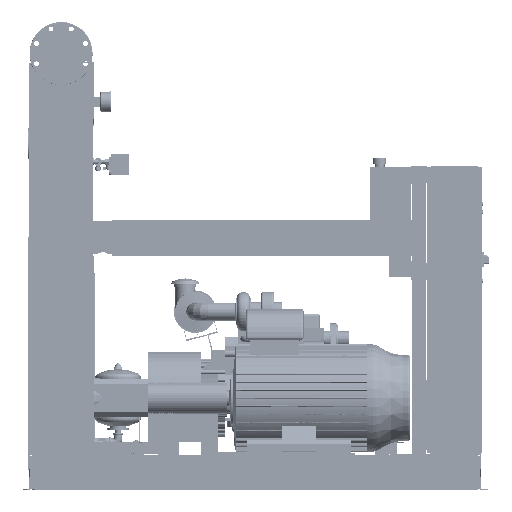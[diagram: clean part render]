
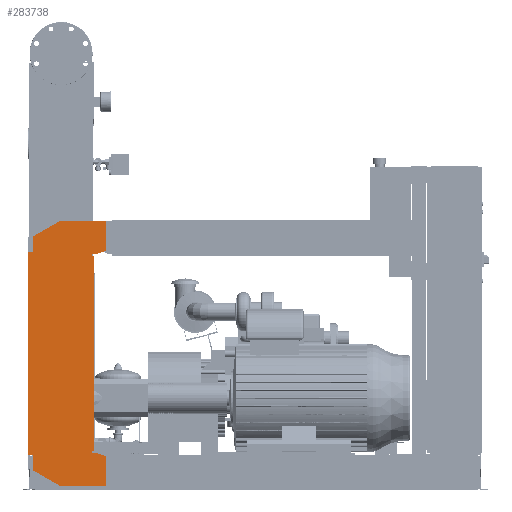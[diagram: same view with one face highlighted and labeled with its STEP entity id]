
A CAD part, front view. The second image highlights one B-rep face of the part: STEP entity #283738.
In plain terms, the highlighted free-form (B-spline) face has degree [1, 1] with [2, 2] control points.
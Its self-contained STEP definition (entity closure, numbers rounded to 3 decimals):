
#283223=CARTESIAN_POINT('',(-129.0,-741.5,1076.0));
#283224=VERTEX_POINT('',#283223);
#283231=CARTESIAN_POINT('',(-129.,-741.5,1142.986));
#283232=VERTEX_POINT('',#283231);
#283233=CARTESIAN_POINT('',(-129.0,-741.5,1076.0));
#283234=DIRECTION('',(0.0,0.0,1.0));
#283235=VECTOR('',#283234,66.986);
#283236=LINE('',#283233,#283235);
#283237=EDGE_CURVE('',#283224,#283232,#283236,.T.);
#283255=CARTESIAN_POINT('',(-6.0,-741.5,1214.0));
#283256=VERTEX_POINT('',#283255);
#283257=CARTESIAN_POINT('',(-129.,-741.5,1142.986));
#283258=DIRECTION('',(0.866,0.0,0.5));
#283259=VECTOR('',#283258,142.028);
#283260=LINE('',#283257,#283259);
#283261=EDGE_CURVE('',#283232,#283256,#283260,.T.);
#283279=CARTESIAN_POINT('',(204.,-741.5,1214.0));
#283280=VERTEX_POINT('',#283279);
#283281=CARTESIAN_POINT('',(-6.0,-741.5,1214.0));
#283282=DIRECTION('',(1.0,0.0,0.0));
#283283=VECTOR('',#283282,210.);
#283284=LINE('',#283281,#283283);
#283285=EDGE_CURVE('',#283256,#283280,#283284,.T.);
#283303=CARTESIAN_POINT('',(204.0,-741.5,1080.379));
#283304=VERTEX_POINT('',#283303);
#283305=CARTESIAN_POINT('',(204.,-741.5,1214.0));
#283306=DIRECTION('',(0.0,0.0,-1.0));
#283307=VECTOR('',#283306,133.621);
#283308=LINE('',#283305,#283307);
#283309=EDGE_CURVE('',#283280,#283304,#283308,.T.);
#283327=CARTESIAN_POINT('',(159.0,-741.5,1064.0));
#283328=VERTEX_POINT('',#283327);
#283329=CARTESIAN_POINT('',(204.0,-741.5,1080.379));
#283330=DIRECTION('',(-0.94,0.0,-0.342));
#283331=VECTOR('',#283330,47.888);
#283332=LINE('',#283329,#283331);
#283333=EDGE_CURVE('',#283304,#283328,#283332,.T.);
#283351=CARTESIAN_POINT('',(139.0,-741.5,1064.0));
#283352=VERTEX_POINT('',#283351);
#283353=CARTESIAN_POINT('',(159.0,-741.5,1064.0));
#283354=DIRECTION('',(-1.0,0.0,0.0));
#283355=VECTOR('',#283354,20.0);
#283356=LINE('',#283353,#283355);
#283357=EDGE_CURVE('',#283328,#283352,#283356,.T.);
#283375=CARTESIAN_POINT('',(139.0,-741.5,1056.0));
#283376=VERTEX_POINT('',#283375);
#283377=CARTESIAN_POINT('',(139.0,-741.5,1064.0));
#283378=DIRECTION('',(0.0,0.0,-1.0));
#283379=VECTOR('',#283378,8.0);
#283380=LINE('',#283377,#283379);
#283381=EDGE_CURVE('',#283352,#283376,#283380,.T.);
#283399=CARTESIAN_POINT('',(147.,-741.5,1056.0));
#283400=VERTEX_POINT('',#283399);
#283401=CARTESIAN_POINT('',(139.0,-741.5,1056.0));
#283402=DIRECTION('',(1.0,0.0,0.0));
#283403=VECTOR('',#283402,8.);
#283404=LINE('',#283401,#283403);
#283405=EDGE_CURVE('',#283376,#283400,#283404,.T.);
#283423=CARTESIAN_POINT('',(147.,-741.5,176.));
#283424=VERTEX_POINT('',#283423);
#283435=CARTESIAN_POINT('',(147.,-741.5,1056.0));
#283436=DIRECTION('',(0.0,0.0,-1.0));
#283437=VECTOR('',#283436,880.);
#283438=LINE('',#283435,#283437);
#283439=EDGE_CURVE('',#283400,#283424,#283438,.T.);
#283453=CARTESIAN_POINT('',(139.,-741.5,176.));
#283454=VERTEX_POINT('',#283453);
#283455=CARTESIAN_POINT('',(147.,-741.5,176.));
#283456=DIRECTION('',(-1.0,0.0,0.0));
#283457=VECTOR('',#283456,8.0);
#283458=LINE('',#283455,#283457);
#283459=EDGE_CURVE('',#283424,#283454,#283458,.T.);
#283477=CARTESIAN_POINT('',(139.,-741.5,168.));
#283478=VERTEX_POINT('',#283477);
#283479=CARTESIAN_POINT('',(139.,-741.5,176.));
#283480=DIRECTION('',(0.0,0.0,-1.0));
#283481=VECTOR('',#283480,8.0);
#283482=LINE('',#283479,#283481);
#283483=EDGE_CURVE('',#283454,#283478,#283482,.T.);
#283501=CARTESIAN_POINT('',(159.,-741.5,168.));
#283502=VERTEX_POINT('',#283501);
#283503=CARTESIAN_POINT('',(139.,-741.5,168.));
#283504=DIRECTION('',(1.0,0.0,0.0));
#283505=VECTOR('',#283504,20.0);
#283506=LINE('',#283503,#283505);
#283507=EDGE_CURVE('',#283478,#283502,#283506,.T.);
#283525=CARTESIAN_POINT('',(204.,-741.5,151.621));
#283526=VERTEX_POINT('',#283525);
#283527=CARTESIAN_POINT('',(159.,-741.5,168.));
#283528=DIRECTION('',(0.94,0.0,-0.342));
#283529=VECTOR('',#283528,47.888);
#283530=LINE('',#283527,#283529);
#283531=EDGE_CURVE('',#283502,#283526,#283530,.T.);
#283549=CARTESIAN_POINT('',(204.,-741.5,18.0));
#283550=VERTEX_POINT('',#283549);
#283551=CARTESIAN_POINT('',(204.,-741.5,151.621));
#283552=DIRECTION('',(0.0,0.0,-1.0));
#283553=VECTOR('',#283552,133.621);
#283554=LINE('',#283551,#283553);
#283555=EDGE_CURVE('',#283526,#283550,#283554,.T.);
#283573=CARTESIAN_POINT('',(-4.,-741.5,18.0));
#283574=VERTEX_POINT('',#283573);
#283575=CARTESIAN_POINT('',(204.,-741.5,18.0));
#283576=DIRECTION('',(-1.0,0.0,0.0));
#283577=VECTOR('',#283576,208.);
#283578=LINE('',#283575,#283577);
#283579=EDGE_CURVE('',#283550,#283574,#283578,.T.);
#283597=CARTESIAN_POINT('',(-129.,-741.5,90.169));
#283598=VERTEX_POINT('',#283597);
#283599=CARTESIAN_POINT('',(-4.,-741.5,18.0));
#283600=DIRECTION('',(-0.866,0.0,0.5));
#283601=VECTOR('',#283600,144.338);
#283602=LINE('',#283599,#283601);
#283603=EDGE_CURVE('',#283574,#283598,#283602,.T.);
#283621=CARTESIAN_POINT('',(-129.,-741.5,156.0));
#283622=VERTEX_POINT('',#283621);
#283623=CARTESIAN_POINT('',(-129.,-741.5,90.169));
#283624=DIRECTION('',(0.0,0.0,1.0));
#283625=VECTOR('',#283624,65.831);
#283626=LINE('',#283623,#283625);
#283627=EDGE_CURVE('',#283598,#283622,#283626,.T.);
#283645=CARTESIAN_POINT('',(-149.,-741.5,156.0));
#283646=VERTEX_POINT('',#283645);
#283647=CARTESIAN_POINT('',(-129.,-741.5,156.0));
#283648=DIRECTION('',(-1.0,0.0,0.0));
#283649=VECTOR('',#283648,20.0);
#283650=LINE('',#283647,#283649);
#283651=EDGE_CURVE('',#283622,#283646,#283650,.T.);
#283669=CARTESIAN_POINT('',(-149.0,-741.5,1076.0));
#283670=VERTEX_POINT('',#283669);
#283683=CARTESIAN_POINT('',(-149.,-741.5,156.0));
#283684=DIRECTION('',(0.0,0.0,1.0));
#283685=VECTOR('',#283684,920.0);
#283686=LINE('',#283683,#283685);
#283687=EDGE_CURVE('',#283646,#283670,#283686,.T.);
#283701=CARTESIAN_POINT('',(-149.0,-741.5,1076.0));
#283702=DIRECTION('',(1.0,0.0,0.0));
#283703=VECTOR('',#283702,20.0);
#283704=LINE('',#283701,#283703);
#283705=EDGE_CURVE('',#283670,#283224,#283704,.T.);
#283711=CARTESIAN_POINT('',(-149.,-741.5,18.0));
#283712=CARTESIAN_POINT('',(204.,-741.5,18.0));
#283713=CARTESIAN_POINT('',(-149.,-741.5,1214.0));
#283714=CARTESIAN_POINT('',(204.,-741.5,1214.0));
#283715=B_SPLINE_SURFACE_WITH_KNOTS('',1,1,((#283711,#283713),(#283712,#283714)),.UNSPECIFIED.,.F.,.F.,.U.,(2,2),(2,2),(0.0,353.),(0.0,1196.0),.UNSPECIFIED.);
#283716=ORIENTED_EDGE('',*,*,#283705,.F.);
#283717=ORIENTED_EDGE('',*,*,#283687,.F.);
#283718=ORIENTED_EDGE('',*,*,#283651,.F.);
#283719=ORIENTED_EDGE('',*,*,#283627,.F.);
#283720=ORIENTED_EDGE('',*,*,#283603,.F.);
#283721=ORIENTED_EDGE('',*,*,#283579,.F.);
#283722=ORIENTED_EDGE('',*,*,#283555,.F.);
#283723=ORIENTED_EDGE('',*,*,#283531,.F.);
#283724=ORIENTED_EDGE('',*,*,#283507,.F.);
#283725=ORIENTED_EDGE('',*,*,#283483,.F.);
#283726=ORIENTED_EDGE('',*,*,#283459,.F.);
#283727=ORIENTED_EDGE('',*,*,#283439,.F.);
#283728=ORIENTED_EDGE('',*,*,#283405,.F.);
#283729=ORIENTED_EDGE('',*,*,#283381,.F.);
#283730=ORIENTED_EDGE('',*,*,#283357,.F.);
#283731=ORIENTED_EDGE('',*,*,#283333,.F.);
#283732=ORIENTED_EDGE('',*,*,#283309,.F.);
#283733=ORIENTED_EDGE('',*,*,#283285,.F.);
#283734=ORIENTED_EDGE('',*,*,#283261,.F.);
#283735=ORIENTED_EDGE('',*,*,#283237,.F.);
#283736=EDGE_LOOP('',(#283716,#283717,#283718,#283719,#283720,#283721,#283722,#283723,#283724,#283725,#283726,#283727,#283728,#283729,#283730,#283731,#283732,#283733,#283734,#283735));
#283737=FACE_OUTER_BOUND('',#283736,.T.);
#283738=ADVANCED_FACE('',(#283737),#283715,.T.);
